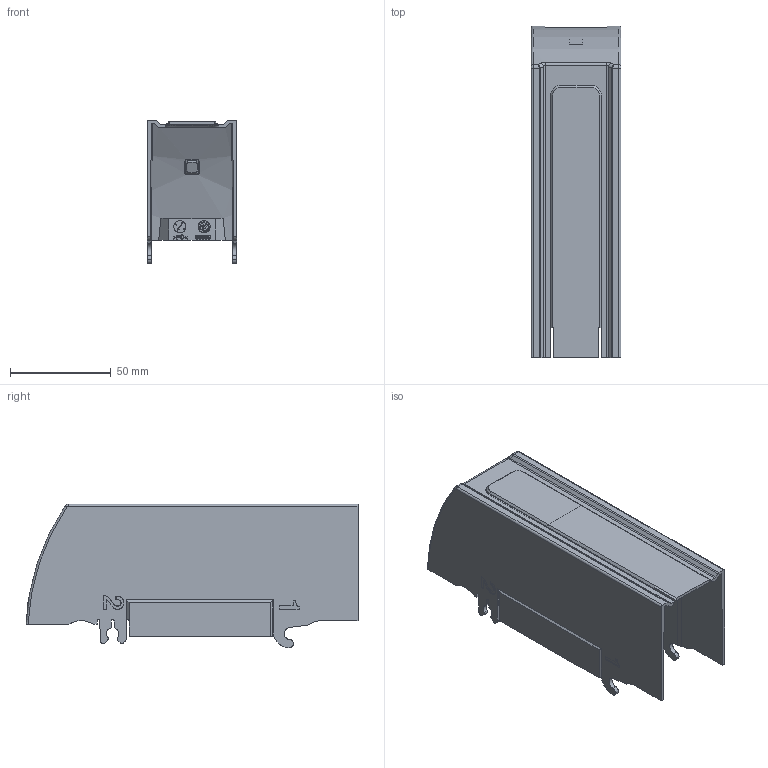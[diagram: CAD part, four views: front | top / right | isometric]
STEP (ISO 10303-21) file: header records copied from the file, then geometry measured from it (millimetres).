
FILE_DESCRIPTION((''),'2;1');
FILE_NAME('CXBY69659_SIMPLIFIED','2021-03-10T12:45:31',('FIJOKON'),(''),'CREO PARAMETRIC BY PTC INC, 2020184','CREO PARAMETRIC BY PTC INC, 2020184','');
FILE_SCHEMA(('AUTOMOTIVE_DESIGN { 1 0 10303 214 1 1 1 1 }'));
Length unit declared in the file: millimetre
Products named in the file (1): CXBY69659_SIMPLIFIED
Bounding box: 44.5 x 164.38 x 71 mm (x, y, z)
Surface area: 58139.9 mm2 (no closed solid volume)
Topology: 0 solids, 47 shells, 208 faces, 1691 edges, 1514 vertices
Faces by surface type: plane 128, cylinder 52, bspline 16, cone 6, torus 4, extrusion 2
Entity records: 22972 total; most frequent: CARTESIAN_POINT 12146, ORIENTED_EDGE 2066, EDGE_CURVE 1691, VERTEX_POINT 1514, DIRECTION 1297, B_SPLINE_CURVE_WITH_KNOTS 894, VECTOR 722, LINE 720
